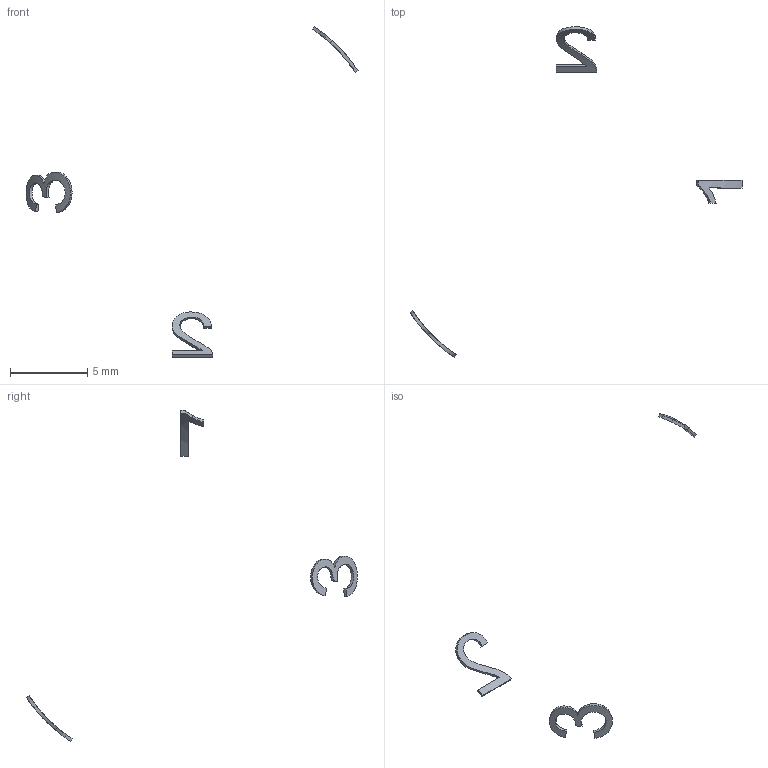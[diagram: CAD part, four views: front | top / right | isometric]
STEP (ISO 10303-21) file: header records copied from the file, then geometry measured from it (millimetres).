
FILE_DESCRIPTION(('HOOPS Exchange Step'),'2;1');
FILE_NAME('temp_export','2024-08-25T12:53:27+08:00',('sharma21'),('Shapr3D Limited'),'HOOPS Exchange 2024.2','Shapr3D','Authorized');
FILE_SCHEMA( ('AP242_MANAGED_MODEL_BASED_3D_ENGINEERING_MIM_LF {1 0 10303 442 1 1 4 }') );
Length unit declared in the file: millimetre
Products named in the file (1): root
Bounding box: 21.47 x 21.39 x 21.41 mm (x, y, z)
Volume: 2.1 mm3; surface area: 31 mm2
Topology: 3 solids, 3 shells, 30 faces, 72 edges, 48 vertices
Faces by surface type: bspline 16, plane 8, cylinder 6
Entity records: 3138 total; most frequent: CARTESIAN_POINT 2538, ORIENTED_EDGE 144, EDGE_CURVE 72, DIRECTION 63, B_SPLINE_CURVE_WITH_KNOTS 49, VERTEX_POINT 48, EDGE_LOOP 30, FACE_BOUND 30
